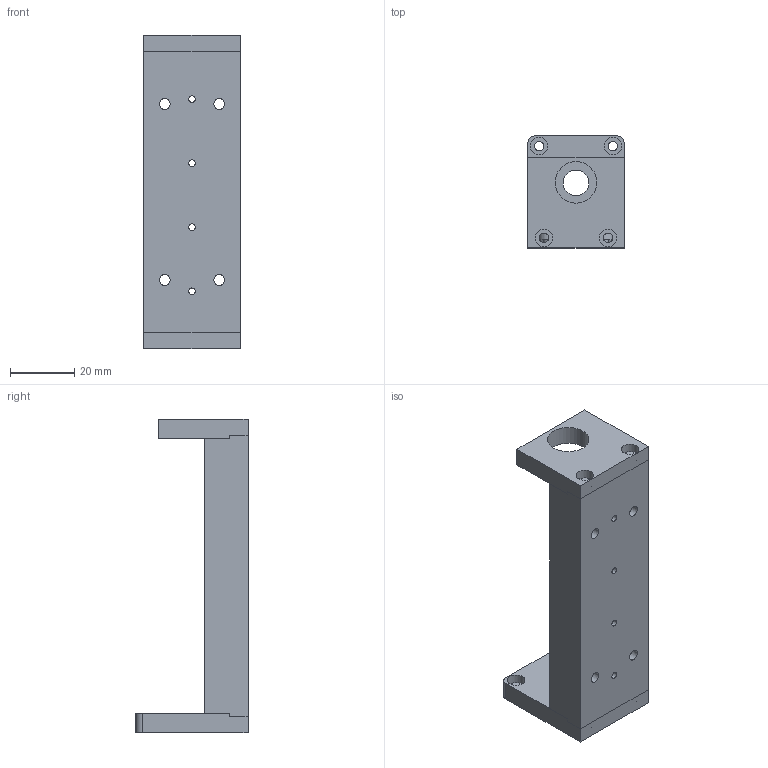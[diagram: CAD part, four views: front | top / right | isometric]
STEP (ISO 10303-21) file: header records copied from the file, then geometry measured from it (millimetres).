
FILE_DESCRIPTION(/* description */ (''),/* implementation_level */ '2;1');
FILE_NAME(/* name */ 'Actuator_movable.ipt.step',/* time_stamp */ '2022-11-29T08:29:04+01:00',/* author */ ('diederichbenedict'),/* organization */ (''),/* preprocessor_version */ 'ST-DEVELOPER v18.1',/* originating_system */ 'Autodesk Inventor 2022',/* authorisation */ '');
FILE_SCHEMA (('AUTOMOTIVE_DESIGN { 1 0 10303 214 3 1 1 }'));
Length unit declared in the file: millimetre
Products named in the file (1): Actuator_movable
Bounding box: 30 x 35 x 98 mm (x, y, z)
Volume: 24526 mm3; surface area: 16193.2 mm2
Topology: 3 solids, 3 shells, 92 faces, 215 edges, 142 vertices
Faces by surface type: plane 51, cylinder 37, cone 4
Full cylindrical faces by diameter (mm): 2.05 x4, 2.9 x12, 3.4 x4, 5.5 x8, 6.5 x4, 8 x1, 13 x1, 22 x1
Entity records: 2732 total; most frequent: DIRECTION 471, CARTESIAN_POINT 446, ORIENTED_EDGE 422, EDGE_CURVE 211, AXIS2_PLACEMENT_3D 167, EDGE_LOOP 145, VERTEX_POINT 142, LINE 137
